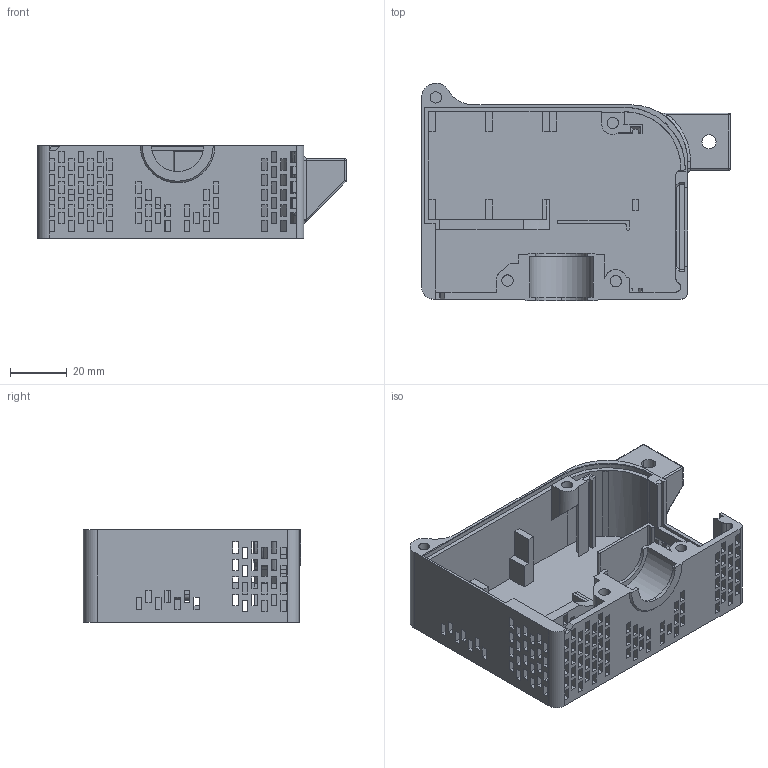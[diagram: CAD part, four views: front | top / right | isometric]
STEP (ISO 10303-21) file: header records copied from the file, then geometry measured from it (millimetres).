
FILE_DESCRIPTION (( 'STEP AP214' ), '1' );
FILE_NAME ('Body_Drawing_Left.STEP', '2022-12-19T01:46:51', ( '' ), ( '' ), 'SwSTEP 2.0', 'SolidWorks 2023', '' );
FILE_SCHEMA (( 'AUTOMOTIVE_DESIGN' ));
Length unit declared in the file: millimetre
Products named in the file (1): Body_Drawing_Left
Bounding box: 108.65 x 76.59 x 32.7 mm (x, y, z)
Volume: 50558.8 mm3; surface area: 42838.6 mm2
Topology: 1 solids, 1 shells, 927 faces, 2776 edges, 1826 vertices
Faces by surface type: plane 771, bspline 96, cylinder 51, sphere 5, cone 4
Entity records: 35652 total; most frequent: CARTESIAN_POINT 10896, ORIENTED_EDGE 5544, DIRECTION 4313, EDGE_CURVE 2772, LINE 2407, VECTOR 2407, VERTEX_POINT 1826, EDGE_LOOP 1178
